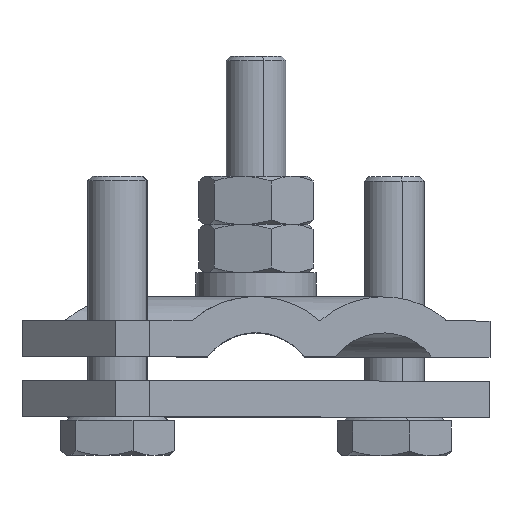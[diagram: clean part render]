
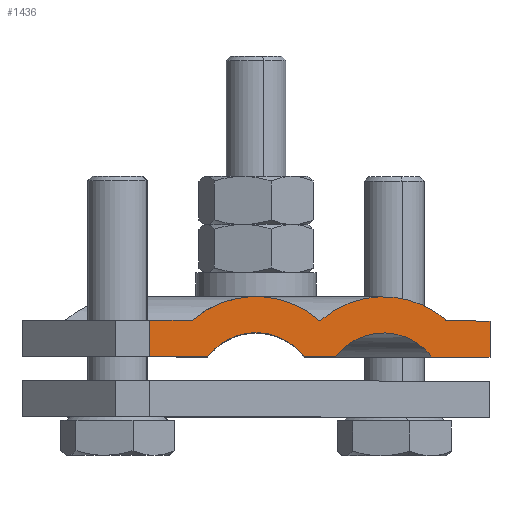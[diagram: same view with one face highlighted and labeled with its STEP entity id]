
A CAD part, top view. The second image highlights one B-rep face of the part: STEP entity #1436.
In plain terms, the highlighted planar face has unit normal (0.707, 0, 0.707).
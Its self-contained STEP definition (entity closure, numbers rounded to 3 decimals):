
#912=DIRECTION('',(0.707,0.,-0.707));
#913=VECTOR('',#912,7.373);
#914=CARTESIAN_POINT('',(8.,0.,63.213));
#915=LINE('',#914,#913);
#916=DIRECTION('',(0.,1.,0.));
#917=VECTOR('',#916,6.);
#918=CARTESIAN_POINT('',(-17.678,0.,88.891));
#919=LINE('',#918,#917);
#920=CARTESIAN_POINT('',(-10.583,6.,81.796));
#921=CARTESIAN_POINT('',(-9.7,6.779,80.913));
#922=CARTESIAN_POINT('',(-7.933,8.004,79.146));
#923=CARTESIAN_POINT('',(-4.4,9.582,75.614));
#924=CARTESIAN_POINT('',(0.015,10.281,71.199));
#925=CARTESIAN_POINT('',(4.429,9.574,66.785));
#926=CARTESIAN_POINT('',(7.959,7.989,63.254));
#927=CARTESIAN_POINT('',(9.724,6.76,61.489));
#928=CARTESIAN_POINT('',(10.607,5.979,60.607));
#930=CARTESIAN_POINT('',(10.607,5.979,60.607));
#931=CARTESIAN_POINT('',(11.489,6.76,59.724));
#932=CARTESIAN_POINT('',(13.254,7.989,57.959));
#933=CARTESIAN_POINT('',(16.785,9.574,54.429));
#934=CARTESIAN_POINT('',(21.199,10.281,50.015));
#935=CARTESIAN_POINT('',(25.614,9.582,45.6));
#936=CARTESIAN_POINT('',(29.146,8.004,42.067));
#937=CARTESIAN_POINT('',(30.913,6.779,40.3));
#938=CARTESIAN_POINT('',(31.796,6.,39.417));
#940=DIRECTION('',(0.,-1.,0.));
#941=VECTOR('',#940,6.);
#942=CARTESIAN_POINT('',(38.891,6.,32.322));
#943=LINE('',#942,#941);
#961=CARTESIAN_POINT('',(13.213,0.,58.));
#962=CARTESIAN_POINT('',(13.547,0.444,57.667));
#963=CARTESIAN_POINT('',(14.213,1.186,57.));
#964=CARTESIAN_POINT('',(15.547,2.314,55.667));
#965=CARTESIAN_POINT('',(17.213,3.249,54.));
#966=CARTESIAN_POINT('',(19.213,3.868,52.));
#967=CARTESIAN_POINT('',(21.213,4.066,50.));
#968=CARTESIAN_POINT('',(23.213,3.868,48.));
#969=CARTESIAN_POINT('',(25.213,3.249,46.));
#970=CARTESIAN_POINT('',(26.88,2.314,44.333));
#971=CARTESIAN_POINT('',(28.213,1.186,43.));
#972=CARTESIAN_POINT('',(28.88,0.444,42.333));
#973=CARTESIAN_POINT('',(29.213,0.,42.));
#979=CARTESIAN_POINT('',(-8.,0.,79.213));
#980=CARTESIAN_POINT('',(-7.667,0.444,78.88));
#981=CARTESIAN_POINT('',(-7.,1.186,78.213));
#982=CARTESIAN_POINT('',(-5.667,2.314,76.88));
#983=CARTESIAN_POINT('',(-4.,3.249,75.213));
#984=CARTESIAN_POINT('',(-2.,3.868,73.213));
#985=CARTESIAN_POINT('',(0.,4.066,
71.213));
#986=CARTESIAN_POINT('',(2.,3.868,69.213));
#987=CARTESIAN_POINT('',(4.,3.249,67.213));
#988=CARTESIAN_POINT('',(5.667,2.314,65.547));
#989=CARTESIAN_POINT('',(7.,1.186,64.213));
#990=CARTESIAN_POINT('',(7.667,0.444,63.547));
#991=CARTESIAN_POINT('',(8.,0.,63.213));
#1120=DIRECTION('',(0.707,0.,-0.707));
#1121=VECTOR('',#1120,13.686);
#1122=CARTESIAN_POINT('',(29.213,0.,42.));
#1123=LINE('',#1122,#1121);
#1146=DIRECTION('',(-0.707,0.,0.707));
#1147=VECTOR('',#1146,10.033);
#1148=CARTESIAN_POINT('',(38.891,6.,32.322));
#1149=LINE('',#1148,#1147);
#1228=DIRECTION('',(-0.707,0.,0.707));
#1229=VECTOR('',#1228,10.033);
#1230=CARTESIAN_POINT('',(-10.583,6.,81.796));
#1231=LINE('',#1230,#1229);
#1262=DIRECTION('',(0.707,0.,-0.707));
#1263=VECTOR('',#1262,13.686);
#1264=CARTESIAN_POINT('',(-17.678,0.,88.891));
#1265=LINE('',#1264,#1263);
#1316=CARTESIAN_POINT('',(8.,0.,63.213));
#1317=CARTESIAN_POINT('',(13.213,0.,58.));
#1318=VERTEX_POINT('',#1316);
#1319=VERTEX_POINT('',#1317);
#1322=VERTEX_POINT('',#973);
#1323=VERTEX_POINT('',#979);
#1324=CARTESIAN_POINT('',(-17.678,0.,88.891));
#1325=VERTEX_POINT('',#1324);
#1326=CARTESIAN_POINT('',(-17.678,6.,88.891));
#1327=VERTEX_POINT('',#1326);
#1328=CARTESIAN_POINT('',(-10.583,6.,81.796));
#1329=VERTEX_POINT('',#1328);
#1330=VERTEX_POINT('',#928);
#1331=VERTEX_POINT('',#938);
#1332=CARTESIAN_POINT('',(38.891,6.,32.322));
#1333=VERTEX_POINT('',#1332);
#1334=CARTESIAN_POINT('',(38.891,0.,32.322));
#1335=VERTEX_POINT('',#1334);
#1408=CARTESIAN_POINT('',(70.607,-3.,0.607));
#1409=DIRECTION('',(-0.707,0.,-0.707));
#1410=DIRECTION('',(0.,1.,0.));
#1411=AXIS2_PLACEMENT_3D('',#1408,#1409,#1410);
#1412=PLANE('',#1411);
#1414=ORIENTED_EDGE('',*,*,#1413,.F.);
#1415=ORIENTED_EDGE('',*,*,#1399,.F.);
#1417=ORIENTED_EDGE('',*,*,#1416,.F.);
#1419=ORIENTED_EDGE('',*,*,#1418,.F.);
#1421=ORIENTED_EDGE('',*,*,#1420,.T.);
#1423=ORIENTED_EDGE('',*,*,#1422,.F.);
#1425=ORIENTED_EDGE('',*,*,#1424,.T.);
#1427=ORIENTED_EDGE('',*,*,#1426,.T.);
#1429=ORIENTED_EDGE('',*,*,#1428,.F.);
#1431=ORIENTED_EDGE('',*,*,#1430,.T.);
#1433=ORIENTED_EDGE('',*,*,#1432,.F.);
#1434=EDGE_LOOP('',(#1414,#1415,#1417,#1419,#1421,#1423,#1425,#1427,#1429,#1431,
#1433));
#1435=FACE_OUTER_BOUND('',#1434,.F.);
#1436=ADVANCED_FACE('',(#1435),#1412,.F.);
#929=B_SPLINE_CURVE_WITH_KNOTS('',3,(#920,#921,#922,#923,#924,#925,#926,#927,
#928),.UNSPECIFIED.,.F.,.F.,(4,1,1,1,1,1,4),(0.,0.125,0.25,0.5,0.75,
0.875,1.),.UNSPECIFIED.);
#939=B_SPLINE_CURVE_WITH_KNOTS('',3,(#930,#931,#932,#933,#934,#935,#936,#937,
#938),.UNSPECIFIED.,.F.,.F.,(4,1,1,1,1,1,4),(0.,0.125,0.25,0.5,0.75,
0.875,1.),.UNSPECIFIED.);
#974=B_SPLINE_CURVE_WITH_KNOTS('',3,(#961,#962,#963,#964,#965,#966,#967,#968,
#969,#970,#971,#972,#973),.UNSPECIFIED.,.F.,.F.,(4,1,1,1,1,1,1,1,1,1,4),(0.,
0.063,0.125,0.25,0.375,0.5,0.625,0.75,0.875,0.938,1.),
.UNSPECIFIED.);
#992=B_SPLINE_CURVE_WITH_KNOTS('',3,(#979,#980,#981,#982,#983,#984,#985,#986,
#987,#988,#989,#990,#991),.UNSPECIFIED.,.F.,.F.,(4,1,1,1,1,1,1,1,1,1,4),(0.,
0.063,0.125,0.25,0.375,0.5,0.625,0.75,0.875,0.938,1.),
.UNSPECIFIED.);
#1399=EDGE_CURVE('',#1318,#1319,#915,.T.);
#1413=EDGE_CURVE('',#1319,#1322,#974,.T.);
#1416=EDGE_CURVE('',#1323,#1318,#992,.T.);
#1418=EDGE_CURVE('',#1325,#1323,#1265,.T.);
#1420=EDGE_CURVE('',#1325,#1327,#919,.T.);
#1422=EDGE_CURVE('',#1329,#1327,#1231,.T.);
#1424=EDGE_CURVE('',#1329,#1330,#929,.T.);
#1426=EDGE_CURVE('',#1330,#1331,#939,.T.);
#1428=EDGE_CURVE('',#1333,#1331,#1149,.T.);
#1430=EDGE_CURVE('',#1333,#1335,#943,.T.);
#1432=EDGE_CURVE('',#1322,#1335,#1123,.T.);
